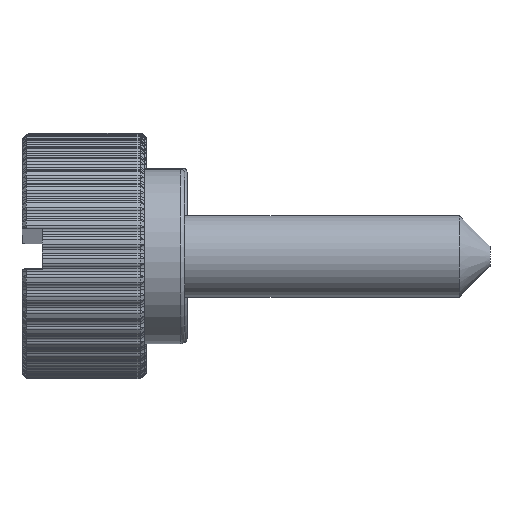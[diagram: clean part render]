
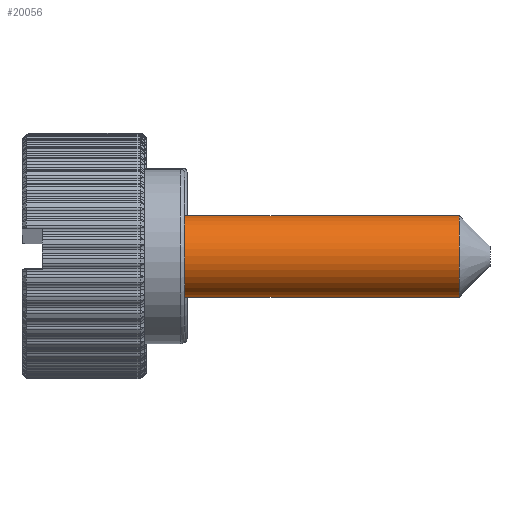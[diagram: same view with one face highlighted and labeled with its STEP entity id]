
A CAD part, left-side view. The second image highlights one B-rep face of the part: STEP entity #20056.
In plain terms, the highlighted cylindrical face has radius 2 mm (diameter 4 mm), a full revolution.
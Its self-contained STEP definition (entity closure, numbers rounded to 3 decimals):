
#4035=CYLINDRICAL_SURFACE('',#22396,2.);
#4271=FACE_BOUND('',#6433,.T.);
#5006=FACE_OUTER_BOUND('',#6432,.T.);
#6432=EDGE_LOOP('',(#16516));
#6433=EDGE_LOOP('',(#16517));
#7914=CIRCLE('',#22251,2.);
#8035=CIRCLE('',#22394,2.);
#9510=VERTEX_POINT('',#34207);
#9644=VERTEX_POINT('',#34529);
#11814=EDGE_CURVE('',#9510,#9510,#7914,.T.);
#11968=EDGE_CURVE('',#9644,#9644,#8035,.T.);
#16516=ORIENTED_EDGE('',*,*,#11814,.F.);
#16517=ORIENTED_EDGE('',*,*,#11968,.F.);
#20056=ADVANCED_FACE('',(#5006,#4271),#4035,.T.);
#22251=AXIS2_PLACEMENT_3D('',#34208,#27472,#27473);
#22394=AXIS2_PLACEMENT_3D('',#34530,#27785,#27786);
#22396=AXIS2_PLACEMENT_3D('',#34533,#27789,#27790);
#27472=DIRECTION('center_axis',(0.,1.,0.));
#27473=DIRECTION('ref_axis',(-1.,0.,0.));
#27785=DIRECTION('center_axis',(0.,-1.,0.));
#27786=DIRECTION('ref_axis',(-1.,0.,0.));
#27789=DIRECTION('center_axis',(0.,-1.,0.));
#27790=DIRECTION('ref_axis',(-1.,0.,0.));
#34207=CARTESIAN_POINT('',(2.,-1.75,0.));
#34208=CARTESIAN_POINT('Origin',(0.,-1.75,0.));
#34529=CARTESIAN_POINT('',(2.,-15.25,0.));
#34530=CARTESIAN_POINT('Origin',(0.,-15.25,0.));
#34533=CARTESIAN_POINT('Origin',(0.,-1.75,0.));
